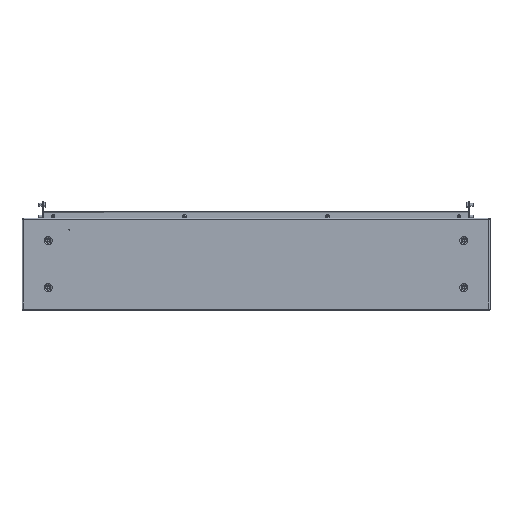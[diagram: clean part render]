
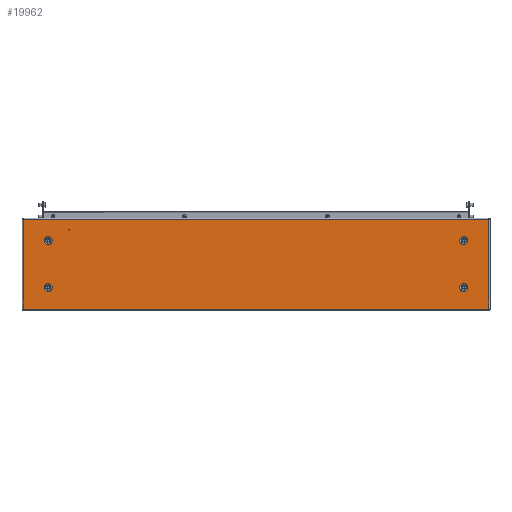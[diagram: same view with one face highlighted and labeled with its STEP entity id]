
A CAD part, top view. The second image highlights one B-rep face of the part: STEP entity #19962.
In plain terms, the highlighted planar face has unit normal (0, 0, 1).
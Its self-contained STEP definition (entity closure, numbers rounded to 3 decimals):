
#421 = DIRECTION ( 'NONE',  ( 0., -1., 0. ) ) ;
#483 = DIRECTION ( 'NONE',  ( 0., 1., 0. ) ) ;
#686 = CARTESIAN_POINT ( 'NONE',  ( 441.5, -50., 0. ) ) ;
#1391 = FACE_BOUND ( 'NONE', #10079, .T. ) ;
#2336 = DIRECTION ( 'NONE',  ( 0., 0., 1. ) ) ;
#3937 = EDGE_CURVE ( 'NONE', #13104, #78006, #34073, .T. ) ;
#4966 = ORIENTED_EDGE ( 'NONE', *, *, #23808, .F. ) ;
#5459 = FACE_BOUND ( 'NONE', #82815, .T. ) ;
#5544 = DIRECTION ( 'NONE',  ( -1., 0., 0. ) ) ;
#5637 = VERTEX_POINT ( 'NONE', #61535 ) ;
#5837 = CARTESIAN_POINT ( 'NONE',  ( 0., 0., 0. ) ) ;
#6024 = VERTEX_POINT ( 'NONE', #74355 ) ;
#6124 = ORIENTED_EDGE ( 'NONE', *, *, #10812, .T. ) ;
#6703 = EDGE_CURVE ( 'NONE', #27016, #46924, #73342, .T. ) ;
#6893 = DIRECTION ( 'NONE',  ( 0., 1., 0. ) ) ;
#6957 = VECTOR ( 'NONE', #483, 1000. ) ;
#7274 = DIRECTION ( 'NONE',  ( -1., 0., 0. ) ) ;
#7717 = DIRECTION ( 'NONE',  ( 0., 0., 1. ) ) ;
#8280 = AXIS2_PLACEMENT_3D ( 'NONE', #79043, #34028, #65829 ) ;
#8303 = EDGE_CURVE ( 'NONE', #30957, #28956, #49590, .T. ) ;
#9092 = CARTESIAN_POINT ( 'NONE',  ( 441.5, 50., 0. ) ) ;
#9900 = AXIS2_PLACEMENT_3D ( 'NONE', #20520, #77565, #64920 ) ;
#10079 = EDGE_LOOP ( 'NONE', ( #22015, #72910 ) ) ;
#10699 = EDGE_CURVE ( 'NONE', #43525, #33034, #60826, .T. ) ;
#10812 = EDGE_CURVE ( 'NONE', #28956, #5637, #23323, .T. ) ;
#11092 = VERTEX_POINT ( 'NONE', #32012 ) ;
#11964 = EDGE_CURVE ( 'NONE', #5637, #52703, #68513, .T. ) ;
#13104 = VERTEX_POINT ( 'NONE', #22846 ) ;
#13908 = ORIENTED_EDGE ( 'NONE', *, *, #8303, .T. ) ;
#14404 = CARTESIAN_POINT ( 'NONE',  ( -397.5, 73., 0. ) ) ;
#14786 = DIRECTION ( 'NONE',  ( 0., 0., -1. ) ) ;
#15272 = VECTOR ( 'NONE', #421, 1000. ) ;
#16824 = CARTESIAN_POINT ( 'NONE',  ( -441.5, -58.443, 0. ) ) ;
#17205 = VERTEX_POINT ( 'NONE', #29523 ) ;
#17948 = EDGE_LOOP ( 'NONE', ( #31287, #62360 ) ) ;
#19516 = DIRECTION ( 'NONE',  ( 0., 0., 1. ) ) ;
#19962 = ADVANCED_FACE ( 'NONE', ( #5459, #64188, #1391, #41009, #81325, #47090 ), #63887, .T. ) ;
#20178 = CARTESIAN_POINT ( 'NONE',  ( 441.5, 41.557, 0. ) ) ;
#20520 = CARTESIAN_POINT ( 'NONE',  ( 441.5, -50., 0. ) ) ;
#22015 = ORIENTED_EDGE ( 'NONE', *, *, #10699, .F. ) ;
#22846 = CARTESIAN_POINT ( 'NONE',  ( 441.5, -41.557, 0. ) ) ;
#23323 = LINE ( 'NONE', #83607, #6957 ) ;
#23752 = DIRECTION ( 'NONE',  ( 1., 0., 0. ) ) ;
#23808 = EDGE_CURVE ( 'NONE', #11092, #17205, #60883, .T. ) ;
#26362 = DIRECTION ( 'NONE',  ( 0., 0., -1. ) ) ;
#27016 = VERTEX_POINT ( 'NONE', #42696 ) ;
#28122 = VECTOR ( 'NONE', #5544, 1000. ) ;
#28444 = DIRECTION ( 'NONE',  ( -1., 0., 0. ) ) ;
#28921 = ORIENTED_EDGE ( 'NONE', *, *, #53553, .T. ) ;
#28956 = VERTEX_POINT ( 'NONE', #32399 ) ;
#29384 = CIRCLE ( 'NONE', #66150, 8.443 ) ;
#29523 = CARTESIAN_POINT ( 'NONE',  ( -441.5, 41.557, 0. ) ) ;
#30294 = EDGE_LOOP ( 'NONE', ( #4966, #66438 ) ) ;
#30395 = DIRECTION ( 'NONE',  ( 0., 0., 1. ) ) ;
#30957 = VERTEX_POINT ( 'NONE', #37169 ) ;
#31287 = ORIENTED_EDGE ( 'NONE', *, *, #51744, .F. ) ;
#32012 = CARTESIAN_POINT ( 'NONE',  ( -441.5, 58.443, 0. ) ) ;
#32386 = EDGE_LOOP ( 'NONE', ( #53467, #63209 ) ) ;
#32399 = CARTESIAN_POINT ( 'NONE',  ( 495.1, -95.6, 0. ) ) ;
#32538 = CARTESIAN_POINT ( 'NONE',  ( 496.029, 95.6, 0. ) ) ;
#32773 = AXIS2_PLACEMENT_3D ( 'NONE', #686, #7717, #6893 ) ;
#32959 = EDGE_CURVE ( 'NONE', #65778, #6024, #53441, .T. ) ;
#33034 = VERTEX_POINT ( 'NONE', #16824 ) ;
#34028 = DIRECTION ( 'NONE',  ( 0., 0., 1. ) ) ;
#34073 = CIRCLE ( 'NONE', #32773, 8.443 ) ;
#35586 = CARTESIAN_POINT ( 'NONE',  ( 441.5, -58.443, 0. ) ) ;
#36307 = CARTESIAN_POINT ( 'NONE',  ( 441.5, 50., 0. ) ) ;
#36793 = AXIS2_PLACEMENT_3D ( 'NONE', #5837, #58197, #70836 ) ;
#37169 = CARTESIAN_POINT ( 'NONE',  ( -495.1, -95.6, 0. ) ) ;
#39238 = ORIENTED_EDGE ( 'NONE', *, *, #6703, .T. ) ;
#39314 = CARTESIAN_POINT ( 'NONE',  ( -495.1, 96.529, 0. ) ) ;
#40710 = CIRCLE ( 'NONE', #69616, 0.5 ) ;
#41009 = FACE_BOUND ( 'NONE', #17948, .T. ) ;
#41963 = AXIS2_PLACEMENT_3D ( 'NONE', #14404, #26362, #7274 ) ;
#42696 = CARTESIAN_POINT ( 'NONE',  ( -398., 73., 0. ) ) ;
#42947 = CIRCLE ( 'NONE', #9900, 8.443 ) ;
#43525 = VERTEX_POINT ( 'NONE', #75134 ) ;
#43723 = EDGE_CURVE ( 'NONE', #52703, #30957, #68855, .T. ) ;
#44491 = DIRECTION ( 'NONE',  ( 0., 0., 1. ) ) ;
#44620 = ORIENTED_EDGE ( 'NONE', *, *, #11964, .T. ) ;
#46924 = VERTEX_POINT ( 'NONE', #79160 ) ;
#47090 = FACE_OUTER_BOUND ( 'NONE', #83766, .T. ) ;
#47668 = ORIENTED_EDGE ( 'NONE', *, *, #43723, .T. ) ;
#49590 = LINE ( 'NONE', #74820, #50623 ) ;
#49755 = EDGE_CURVE ( 'NONE', #33034, #43525, #67649, .T. ) ;
#50623 = VECTOR ( 'NONE', #23752, 1000. ) ;
#51744 = EDGE_CURVE ( 'NONE', #6024, #65778, #29384, .T. ) ;
#52703 = VERTEX_POINT ( 'NONE', #76797 ) ;
#53441 = CIRCLE ( 'NONE', #80952, 8.443 ) ;
#53467 = ORIENTED_EDGE ( 'NONE', *, *, #3937, .F. ) ;
#53553 = EDGE_CURVE ( 'NONE', #46924, #27016, #40710, .T. ) ;
#56576 = DIRECTION ( 'NONE',  ( 0., 1., 0. ) ) ;
#56852 = CARTESIAN_POINT ( 'NONE',  ( -441.5, 50., 0. ) ) ;
#58197 = DIRECTION ( 'NONE',  ( 0., 0., 1. ) ) ;
#60826 = CIRCLE ( 'NONE', #69314, 8.443 ) ;
#60883 = CIRCLE ( 'NONE', #8280, 8.443 ) ;
#61361 = DIRECTION ( 'NONE',  ( 0., 1., 0. ) ) ;
#61535 = CARTESIAN_POINT ( 'NONE',  ( 495.1, 95.6, 0. ) ) ;
#62360 = ORIENTED_EDGE ( 'NONE', *, *, #32959, .F. ) ;
#63209 = ORIENTED_EDGE ( 'NONE', *, *, #75190, .F. ) ;
#63887 = PLANE ( 'NONE',  #36793 ) ;
#64188 = FACE_BOUND ( 'NONE', #32386, .T. ) ;
#64462 = CARTESIAN_POINT ( 'NONE',  ( -441.5, -50., 0. ) ) ;
#64920 = DIRECTION ( 'NONE',  ( 0., 1., 0. ) ) ;
#65778 = VERTEX_POINT ( 'NONE', #20178 ) ;
#65829 = DIRECTION ( 'NONE',  ( 0., 1., 0. ) ) ;
#66150 = AXIS2_PLACEMENT_3D ( 'NONE', #36307, #74562, #61361 ) ;
#66438 = ORIENTED_EDGE ( 'NONE', *, *, #68470, .F. ) ;
#66534 = CARTESIAN_POINT ( 'NONE',  ( -397.5, 73., 0. ) ) ;
#67036 = AXIS2_PLACEMENT_3D ( 'NONE', #68943, #30395, #75455 ) ;
#67649 = CIRCLE ( 'NONE', #67036, 8.443 ) ;
#68470 = EDGE_CURVE ( 'NONE', #17205, #11092, #72270, .T. ) ;
#68513 = LINE ( 'NONE', #32538, #28122 ) ;
#68855 = LINE ( 'NONE', #39314, #15272 ) ;
#68943 = CARTESIAN_POINT ( 'NONE',  ( -441.5, -50., 0. ) ) ;
#69314 = AXIS2_PLACEMENT_3D ( 'NONE', #64462, #19516, #71444 ) ;
#69616 = AXIS2_PLACEMENT_3D ( 'NONE', #66534, #14786, #28444 ) ;
#70836 = DIRECTION ( 'NONE',  ( 1., 0., 0. ) ) ;
#71444 = DIRECTION ( 'NONE',  ( 0., 1., 0. ) ) ;
#72270 = CIRCLE ( 'NONE', #83285, 8.443 ) ;
#72910 = ORIENTED_EDGE ( 'NONE', *, *, #49755, .F. ) ;
#73342 = CIRCLE ( 'NONE', #41963, 0.5 ) ;
#74355 = CARTESIAN_POINT ( 'NONE',  ( 441.5, 58.443, 0. ) ) ;
#74562 = DIRECTION ( 'NONE',  ( 0., 0., 1. ) ) ;
#74820 = CARTESIAN_POINT ( 'NONE',  ( -496.029, -95.6, 0. ) ) ;
#75134 = CARTESIAN_POINT ( 'NONE',  ( -441.5, -41.557, 0. ) ) ;
#75190 = EDGE_CURVE ( 'NONE', #78006, #13104, #42947, .T. ) ;
#75455 = DIRECTION ( 'NONE',  ( 0., 1., 0. ) ) ;
#76797 = CARTESIAN_POINT ( 'NONE',  ( -495.1, 95.6, 0. ) ) ;
#77565 = DIRECTION ( 'NONE',  ( 0., 0., 1. ) ) ;
#78006 = VERTEX_POINT ( 'NONE', #35586 ) ;
#79043 = CARTESIAN_POINT ( 'NONE',  ( -441.5, 50., 0. ) ) ;
#79160 = CARTESIAN_POINT ( 'NONE',  ( -397., 73., 0. ) ) ;
#79748 = DIRECTION ( 'NONE',  ( 0., 1., 0. ) ) ;
#80952 = AXIS2_PLACEMENT_3D ( 'NONE', #9092, #2336, #79748 ) ;
#81325 = FACE_BOUND ( 'NONE', #30294, .T. ) ;
#82815 = EDGE_LOOP ( 'NONE', ( #39238, #28921 ) ) ;
#83285 = AXIS2_PLACEMENT_3D ( 'NONE', #56852, #44491, #56576 ) ;
#83607 = CARTESIAN_POINT ( 'NONE',  ( 495.1, -96.529, 0. ) ) ;
#83766 = EDGE_LOOP ( 'NONE', ( #47668, #13908, #6124, #44620 ) ) ;
